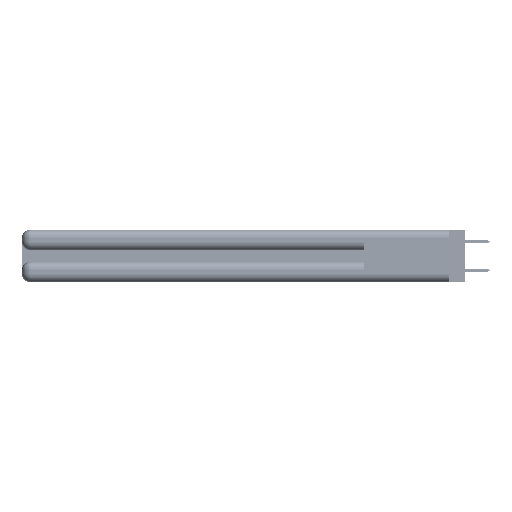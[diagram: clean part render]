
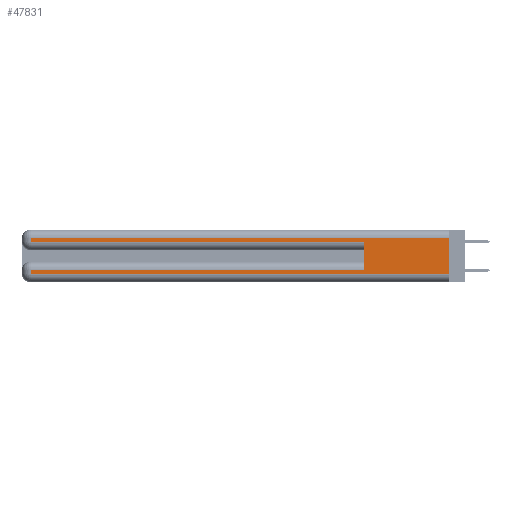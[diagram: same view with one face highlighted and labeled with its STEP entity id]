
A CAD part, left-side view. The second image highlights one B-rep face of the part: STEP entity #47831.
In plain terms, the highlighted planar face has unit normal (-1, 0, 0).
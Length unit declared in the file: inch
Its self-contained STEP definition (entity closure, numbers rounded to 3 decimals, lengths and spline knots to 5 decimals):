
#294 = VECTOR ( 'NONE', #2291, 39.37008 ) ;
#1560 = DIRECTION ( 'NONE',  ( 0., 0., -1. ) ) ;
#1948 = DIRECTION ( 'NONE',  ( 0., 0., -1. ) ) ;
#2291 = DIRECTION ( 'NONE',  ( 0., 1., 0. ) ) ;
#3005 = EDGE_CURVE ( 'NONE', #7810, #51811, #3543, .T. ) ;
#3128 = PLANE ( 'NONE',  #45918 ) ;
#3235 = VERTEX_POINT ( 'NONE', #16712 ) ;
#3543 = LINE ( 'NONE', #5914, #37514 ) ;
#3875 = ORIENTED_EDGE ( 'NONE', *, *, #28017, .T. ) ;
#4636 = ORIENTED_EDGE ( 'NONE', *, *, #46888, .F. ) ;
#4903 = CARTESIAN_POINT ( 'NONE',  ( 0., 0., 0.37 ) ) ;
#5914 = CARTESIAN_POINT ( 'NONE',  ( 0., 2.94, 0.37 ) ) ;
#7394 = VECTOR ( 'NONE', #36061, 39.37008 ) ;
#7525 = ORIENTED_EDGE ( 'NONE', *, *, #15350, .T. ) ;
#7810 = VERTEX_POINT ( 'NONE', #41990 ) ;
#8243 = CARTESIAN_POINT ( 'NONE',  ( 0., 0.6, 0.085 ) ) ;
#9099 = CARTESIAN_POINT ( 'NONE',  ( 0., 0., 0.06 ) ) ;
#10002 = CARTESIAN_POINT ( 'NONE',  ( 0., 0.6, 0.145 ) ) ;
#10954 = EDGE_CURVE ( 'NONE', #3235, #21816, #53484, .T. ) ;
#13322 = LINE ( 'NONE', #55898, #47255 ) ;
#13761 = LINE ( 'NONE', #50557, #47698 ) ;
#13804 = EDGE_LOOP ( 'NONE', ( #45716, #18726, #41544, #3875, #4636, #7525, #21525, #14453 ) ) ;
#14143 = CARTESIAN_POINT ( 'NONE',  ( 0., 0., 0.31 ) ) ;
#14453 = ORIENTED_EDGE ( 'NONE', *, *, #39744, .T. ) ;
#14468 = DIRECTION ( 'NONE',  ( 0., 0., 1. ) ) ;
#15350 = EDGE_CURVE ( 'NONE', #27583, #7810, #13761, .T. ) ;
#16315 = DIRECTION ( 'NONE',  ( 0., -1., 0. ) ) ;
#16493 = DIRECTION ( 'NONE',  ( 1., 0., 0. ) ) ;
#16712 = CARTESIAN_POINT ( 'NONE',  ( 0., 2.94, 0.31 ) ) ;
#18726 = ORIENTED_EDGE ( 'NONE', *, *, #30648, .T. ) ;
#21525 = ORIENTED_EDGE ( 'NONE', *, *, #3005, .T. ) ;
#21711 = VECTOR ( 'NONE', #40308, 39.37008 ) ;
#21816 = VERTEX_POINT ( 'NONE', #43771 ) ;
#22002 = VERTEX_POINT ( 'NONE', #14143 ) ;
#24005 = LINE ( 'NONE', #55286, #294 ) ;
#27583 = VERTEX_POINT ( 'NONE', #8243 ) ;
#28017 = EDGE_CURVE ( 'NONE', #21816, #30499, #13322, .T. ) ;
#28565 = DIRECTION ( 'NONE',  ( 0., 1., 0. ) ) ;
#30499 = VERTEX_POINT ( 'NONE', #45707 ) ;
#30648 = EDGE_CURVE ( 'NONE', #22002, #3235, #24005, .T. ) ;
#30963 = LINE ( 'NONE', #40455, #7394 ) ;
#31420 = VECTOR ( 'NONE', #1948, 39.37008 ) ;
#36061 = DIRECTION ( 'NONE',  ( 0., -1., 0. ) ) ;
#36230 = LINE ( 'NONE', #4903, #21711 ) ;
#37451 = CARTESIAN_POINT ( 'NONE',  ( 0., 2.94, 0.37 ) ) ;
#37514 = VECTOR ( 'NONE', #1560, 39.37008 ) ;
#38469 = VECTOR ( 'NONE', #14468, 39.37008 ) ;
#38931 = CARTESIAN_POINT ( 'NONE',  ( 0., 2.94, 0.06 ) ) ;
#39744 = EDGE_CURVE ( 'NONE', #51811, #51970, #30963, .T. ) ;
#40308 = DIRECTION ( 'NONE',  ( 0., 0., -1. ) ) ;
#40455 = CARTESIAN_POINT ( 'NONE',  ( 0., 0., 0.06 ) ) ;
#41544 = ORIENTED_EDGE ( 'NONE', *, *, #10954, .T. ) ;
#41990 = CARTESIAN_POINT ( 'NONE',  ( 0., 2.94, 0.085 ) ) ;
#43027 = CARTESIAN_POINT ( 'NONE',  ( 0., 0., 0.37 ) ) ;
#43771 = CARTESIAN_POINT ( 'NONE',  ( 0., 2.94, 0.285 ) ) ;
#45332 = FACE_OUTER_BOUND ( 'NONE', #13804, .T. ) ;
#45707 = CARTESIAN_POINT ( 'NONE',  ( 0., 0.6, 0.285 ) ) ;
#45716 = ORIENTED_EDGE ( 'NONE', *, *, #51366, .F. ) ;
#45918 = AXIS2_PLACEMENT_3D ( 'NONE', #43027, #16493, #47481 ) ;
#46888 = EDGE_CURVE ( 'NONE', #27583, #30499, #50215, .T. ) ;
#47255 = VECTOR ( 'NONE', #16315, 39.37008 ) ;
#47481 = DIRECTION ( 'NONE',  ( 0., 0., -1. ) ) ;
#47698 = VECTOR ( 'NONE', #28565, 39.37008 ) ;
#47831 = ADVANCED_FACE ( 'NONE', ( #45332 ), #3128, .F. ) ;
#50215 = LINE ( 'NONE', #10002, #38469 ) ;
#50557 = CARTESIAN_POINT ( 'NONE',  ( 0., 0., 0.085 ) ) ;
#51366 = EDGE_CURVE ( 'NONE', #22002, #51970, #36230, .T. ) ;
#51811 = VERTEX_POINT ( 'NONE', #38931 ) ;
#51970 = VERTEX_POINT ( 'NONE', #9099 ) ;
#53484 = LINE ( 'NONE', #37451, #31420 ) ;
#55286 = CARTESIAN_POINT ( 'NONE',  ( 0., 0., 0.31 ) ) ;
#55898 = CARTESIAN_POINT ( 'NONE',  ( 0., 0., 0.285 ) ) ;
